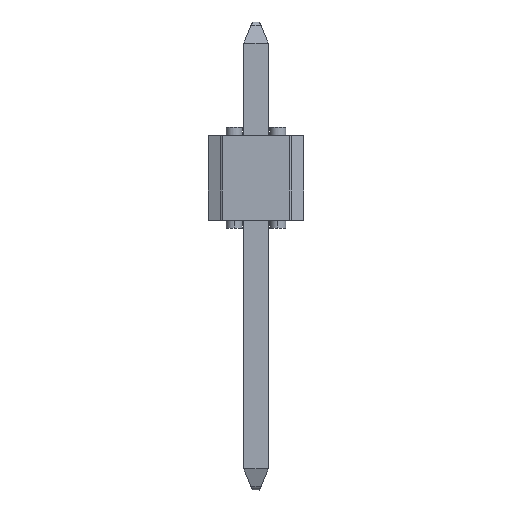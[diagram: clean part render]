
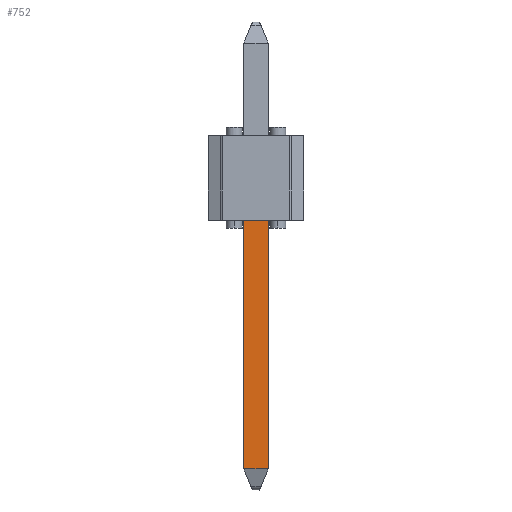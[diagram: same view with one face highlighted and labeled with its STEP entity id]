
A CAD part, left-side view. The second image highlights one B-rep face of the part: STEP entity #752.
In plain terms, the highlighted planar face has unit normal (-1, 0, 0).
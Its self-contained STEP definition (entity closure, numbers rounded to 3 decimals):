
#30 = VECTOR ( 'NONE', #1036, 1000. ) ;
#155 = CARTESIAN_POINT ( 'NONE',  ( -2.849, 8.61, 0.308 ) ) ;
#477 = VECTOR ( 'NONE', #2139, 1000. ) ;
#523 = ORIENTED_EDGE ( 'NONE', *, *, #1008, .T. ) ;
#614 = ORIENTED_EDGE ( 'NONE', *, *, #3426, .T. ) ;
#664 = AXIS2_PLACEMENT_3D ( 'NONE', #1051, #1620, #2146 ) ;
#687 = LINE ( 'NONE', #1514, #3006 ) ;
#703 = DIRECTION ( 'NONE',  ( 0., -1., 0. ) ) ;
#726 = LINE ( 'NONE', #1829, #30 ) ;
#752 = ADVANCED_FACE ( 'NONE', ( #1604 ), #2485, .T. ) ;
#826 = CARTESIAN_POINT ( 'NONE',  ( -2.849, 8.61, -0.309 ) ) ;
#853 = EDGE_CURVE ( 'NONE', #3441, #3258, #687, .T. ) ;
#1008 = EDGE_CURVE ( 'NONE', #3258, #1214, #726, .T. ) ;
#1036 = DIRECTION ( 'NONE',  ( 0., 0., 1. ) ) ;
#1045 = LINE ( 'NONE', #826, #477 ) ;
#1051 = CARTESIAN_POINT ( 'NONE',  ( -2.849, 2.715, 0. ) ) ;
#1083 = CARTESIAN_POINT ( 'NONE',  ( -2.849, 8.61, -0.309 ) ) ;
#1168 = VERTEX_POINT ( 'NONE', #155 ) ;
#1214 = VERTEX_POINT ( 'NONE', #2586 ) ;
#1514 = CARTESIAN_POINT ( 'NONE',  ( -2.849, 8.61, -0.309 ) ) ;
#1604 = FACE_OUTER_BOUND ( 'NONE', #3027, .T. ) ;
#1620 = DIRECTION ( 'NONE',  ( -1., 0., 0. ) ) ;
#1829 = CARTESIAN_POINT ( 'NONE',  ( -2.849, 2.34, -0.309 ) ) ;
#2139 = DIRECTION ( 'NONE',  ( 0., 0., 1. ) ) ;
#2146 = DIRECTION ( 'NONE',  ( 0., 1., 0. ) ) ;
#2325 = ORIENTED_EDGE ( 'NONE', *, *, #853, .T. ) ;
#2485 = PLANE ( 'NONE',  #664 ) ;
#2586 = CARTESIAN_POINT ( 'NONE',  ( -2.849, 2.34, 0.308 ) ) ;
#2802 = CARTESIAN_POINT ( 'NONE',  ( -2.849, 2.34, -0.309 ) ) ;
#2979 = LINE ( 'NONE', #3308, #3292 ) ;
#3006 = VECTOR ( 'NONE', #703, 1000. ) ;
#3027 = EDGE_LOOP ( 'NONE', ( #614, #3248, #2325, #523 ) ) ;
#3231 = DIRECTION ( 'NONE',  ( 0., 1., 0. ) ) ;
#3248 = ORIENTED_EDGE ( 'NONE', *, *, #3450, .F. ) ;
#3258 = VERTEX_POINT ( 'NONE', #2802 ) ;
#3292 = VECTOR ( 'NONE', #3231, 1000. ) ;
#3308 = CARTESIAN_POINT ( 'NONE',  ( -2.849, 2.34, 0.308 ) ) ;
#3426 = EDGE_CURVE ( 'NONE', #1214, #1168, #2979, .T. ) ;
#3441 = VERTEX_POINT ( 'NONE', #1083 ) ;
#3450 = EDGE_CURVE ( 'NONE', #3441, #1168, #1045, .T. ) ;
